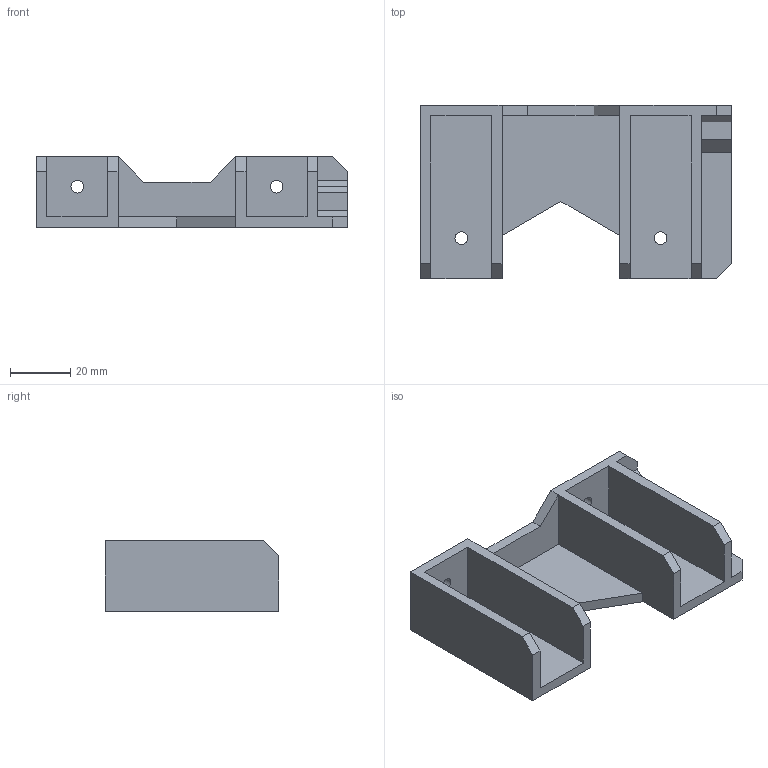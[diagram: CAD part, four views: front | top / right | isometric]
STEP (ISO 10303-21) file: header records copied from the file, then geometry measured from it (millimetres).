
FILE_DESCRIPTION(('FreeCAD Model'),'2;1');
FILE_NAME('y-foot-R-x2.step', '2019-07-07T13:36:57',('Author'),(''), 'Open CASCADE STEP processor 6.8','FreeCAD','Unknown');
FILE_SCHEMA(('AUTOMOTIVE_DESIGN_CC2 { 1 2 10303 214 -1 1 5 4 }'));
Length unit declared in the file: millimetre
Products named in the file (2): ASSEMBLY; y-foot-R
Assembly tree (1 placements, depth 2):
  ASSEMBLY
    y-foot-R
Bounding box: 103 x 57.5 x 23.5 mm (x, y, z)
Volume: 39557.3 mm3; surface area: 23764.5 mm2
Topology: 1 solids, 1 shells, 43 faces, 121 edges, 80 vertices
Faces by surface type: plane 39, cylinder 4
Full cylindrical faces by diameter (mm): 4.2 x4
Entity records: 3019 total; most frequent: CARTESIAN_POINT 536, DIRECTION 453, LINE 347, VECTOR 347, ORIENTED_EDGE 242, PCURVE 242, DEFINITIONAL_REPRESENTATION 242, EDGE_CURVE 121
